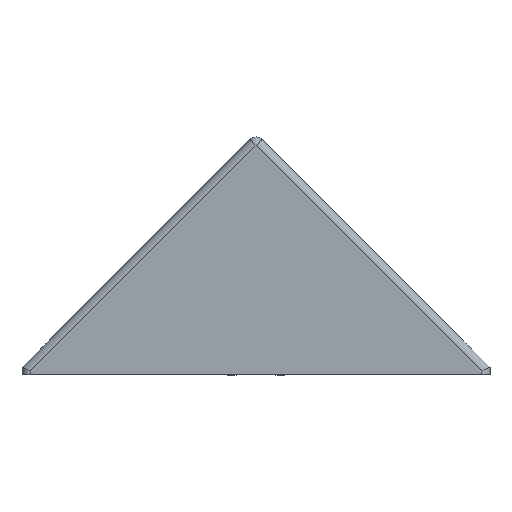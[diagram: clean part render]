
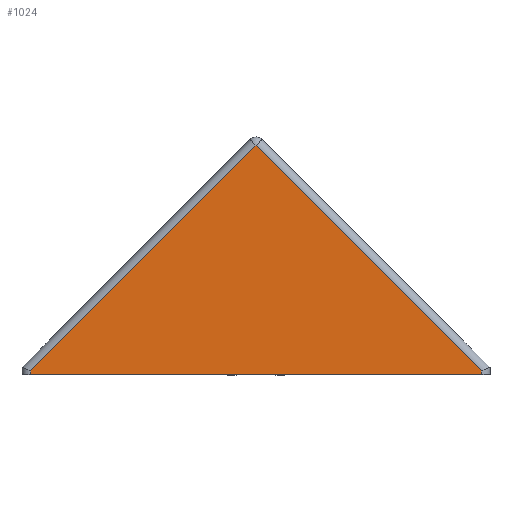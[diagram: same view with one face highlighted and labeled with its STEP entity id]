
A CAD part, top view. The second image highlights one B-rep face of the part: STEP entity #1024.
In plain terms, the highlighted planar face has unit normal (0, 0.009, 1).
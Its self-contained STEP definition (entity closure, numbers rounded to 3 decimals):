
#21 = VERTEX_POINT ( 'NONE', #2391 ) ;
#50 = LINE ( 'NONE', #3517, #909 ) ;
#75 = AXIS2_PLACEMENT_3D ( 'NONE', #1975, #168, #2701 ) ;
#106 = VECTOR ( 'NONE', #2363, 1000. ) ;
#165 = EDGE_CURVE ( 'NONE', #2244, #2765, #2560, .T. ) ;
#168 = DIRECTION ( 'NONE',  ( 0., 0.009, 1. ) ) ;
#197 = CARTESIAN_POINT ( 'NONE',  ( -0.302, 26.696, 19.767 ) ) ;
#475 = EDGE_CURVE ( 'NONE', #2765, #4072, #4013, .T. ) ;
#502 = LINE ( 'NONE', #1583, #4399 ) ;
#578 = DIRECTION ( 'NONE',  ( 0., 1., -0.009 ) ) ;
#643 = VECTOR ( 'NONE', #578, 1000. ) ;
#649 = CARTESIAN_POINT ( 'NONE',  ( 0., 26.395, 19.77 ) ) ;
#706 = EDGE_LOOP ( 'NONE', ( #1671, #1996, #4366, #736, #1937 ) ) ;
#736 = ORIENTED_EDGE ( 'NONE', *, *, #165, .T. ) ;
#909 = VECTOR ( 'NONE', #1679, 1000. ) ;
#1024 = ADVANCED_FACE ( 'NONE', ( #4237 ), #1602, .T. ) ;
#1583 = CARTESIAN_POINT ( 'NONE',  ( -26.697, -0.303, 20.003 ) ) ;
#1602 = PLANE ( 'NONE',  #75 ) ;
#1671 = ORIENTED_EDGE ( 'NONE', *, *, #4111, .T. ) ;
#1679 = DIRECTION ( 'NONE',  ( 0., -1., 0.009 ) ) ;
#1846 = CARTESIAN_POINT ( 'NONE',  ( -27., 0., 20. ) ) ;
#1937 = ORIENTED_EDGE ( 'NONE', *, *, #475, .T. ) ;
#1975 = CARTESIAN_POINT ( 'NONE',  ( -27., 0., 20. ) ) ;
#1982 = CARTESIAN_POINT ( 'NONE',  ( -26., 0.395, 19.997 ) ) ;
#1996 = ORIENTED_EDGE ( 'NONE', *, *, #4276, .T. ) ;
#2104 = CARTESIAN_POINT ( 'NONE',  ( 26., 0.395, 19.997 ) ) ;
#2234 = DIRECTION ( 'NONE',  ( 1., 0., 0. ) ) ;
#2244 = VERTEX_POINT ( 'NONE', #2786 ) ;
#2363 = DIRECTION ( 'NONE',  ( -0.707, 0.707, -0.006 ) ) ;
#2373 = VECTOR ( 'NONE', #2234, 1000. ) ;
#2391 = CARTESIAN_POINT ( 'NONE',  ( -26., 0., 20. ) ) ;
#2495 = LINE ( 'NONE', #1846, #2373 ) ;
#2560 = LINE ( 'NONE', #2722, #643 ) ;
#2682 = VERTEX_POINT ( 'NONE', #1982 ) ;
#2701 = DIRECTION ( 'NONE',  ( 0., -1., 0.009 ) ) ;
#2722 = CARTESIAN_POINT ( 'NONE',  ( 26., 0., 20. ) ) ;
#2765 = VERTEX_POINT ( 'NONE', #2104 ) ;
#2786 = CARTESIAN_POINT ( 'NONE',  ( 26., 0., 20. ) ) ;
#3517 = CARTESIAN_POINT ( 'NONE',  ( -26., 0., 20. ) ) ;
#4013 = LINE ( 'NONE', #197, #106 ) ;
#4072 = VERTEX_POINT ( 'NONE', #649 ) ;
#4111 = EDGE_CURVE ( 'NONE', #4072, #2682, #502, .T. ) ;
#4141 = DIRECTION ( 'NONE',  ( -0.707, -0.707, 0.006 ) ) ;
#4237 = FACE_OUTER_BOUND ( 'NONE', #706, .T. ) ;
#4276 = EDGE_CURVE ( 'NONE', #2682, #21, #50, .T. ) ;
#4366 = ORIENTED_EDGE ( 'NONE', *, *, #4523, .T. ) ;
#4399 = VECTOR ( 'NONE', #4141, 1000. ) ;
#4523 = EDGE_CURVE ( 'NONE', #21, #2244, #2495, .T. ) ;
